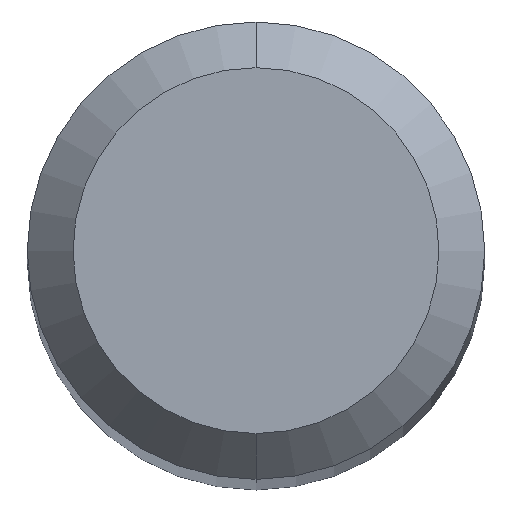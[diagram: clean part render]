
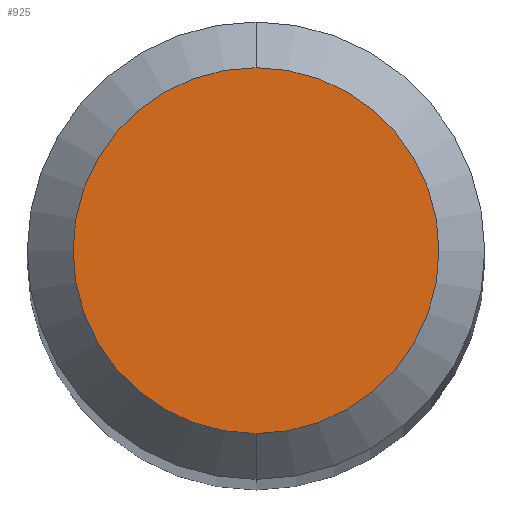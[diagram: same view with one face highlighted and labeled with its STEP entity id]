
A CAD part, top view. The second image highlights one B-rep face of the part: STEP entity #925.
In plain terms, the highlighted planar face has unit normal (0, 0, 1).
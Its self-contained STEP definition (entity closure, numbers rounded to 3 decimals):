
#637=VERTEX_POINT('',#1320);
#707=VERTEX_POINT('',#1398);
#721=EDGE_CURVE('',#637,#707,#1414,.T.);
#845=EDGE_CURVE('',#707,#637,#1550,.T.);
#925=ADVANCED_FACE('',(#1636),#1637,.T.);
#1320=CARTESIAN_POINT('',(0.,-1.2,0.0));
#1398=CARTESIAN_POINT('',(0.0,1.2,0.0));
#1414=CIRCLE('',#5304,1.2);
#1550=CIRCLE('',#5735,1.2);
#1636=FACE_OUTER_BOUND('',#6340,.T.);
#1637=PLANE('',#6341);
#5304=AXIS2_PLACEMENT_3D('',#8243,#8244,#8245);
#5735=AXIS2_PLACEMENT_3D('',#8391,#8392,#8393);
#6340=EDGE_LOOP('',(#8475,#8476));
#6341=AXIS2_PLACEMENT_3D('',#8477,#8478,#8479);
#8243=CARTESIAN_POINT('',(0.0,0.0,0.0));
#8244=DIRECTION('',(0.0,0.0,-1.0));
#8245=DIRECTION('',(0.0,1.0,0.0));
#8391=CARTESIAN_POINT('',(0.0,0.0,0.0));
#8392=DIRECTION('',(0.0,0.0,-1.0));
#8393=DIRECTION('',(0.0,1.0,0.0));
#8475=ORIENTED_EDGE('',*,*,#845,.F.);
#8476=ORIENTED_EDGE('',*,*,#721,.F.);
#8477=CARTESIAN_POINT('',(0.0,0.6,0.0));
#8478=DIRECTION('',(-0.0,0.0,1.0));
#8479=DIRECTION('',(0.0,-1.0,0.0));
